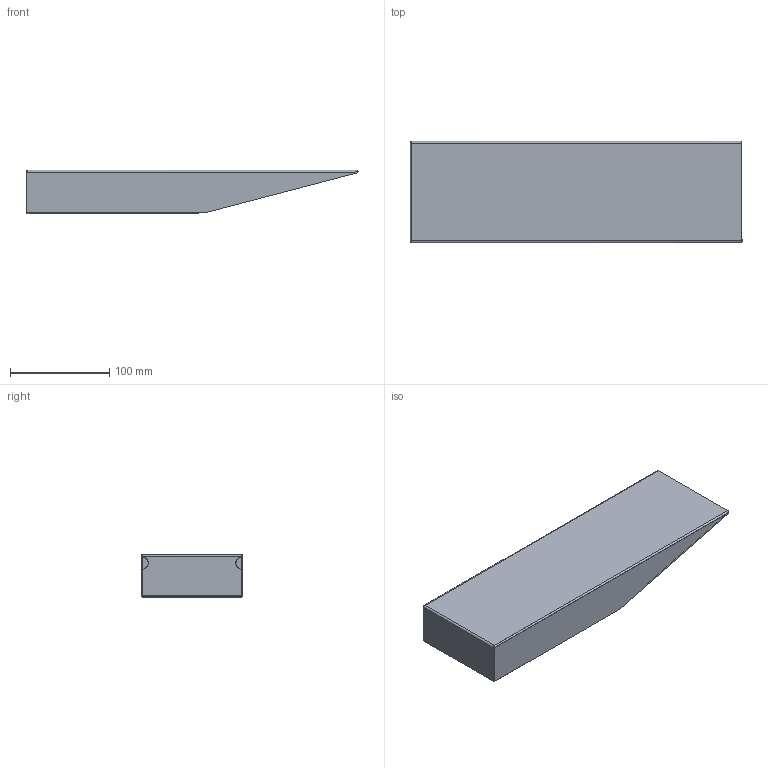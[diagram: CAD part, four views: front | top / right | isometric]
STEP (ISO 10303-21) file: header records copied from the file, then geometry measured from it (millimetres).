
FILE_DESCRIPTION(/* description */ (''),/* implementation_level */ '2;1');
FILE_NAME(/* name */ 'TBBB033554 - Customer.stp',/* time_stamp */ '2023-02-16T09:40:11+01:00',/* author */ ('dk'),/* organization */ (''),/* preprocessor_version */ 'ST-DEVELOPER v18.1',/* originating_system */ 'Autodesk Inventor 2021',/* authorisation */ '');
FILE_SCHEMA (('AUTOMOTIVE_DESIGN { 1 0 10303 214 3 1 1 }'));
Length unit declared in the file: millimetre
Products named in the file (1): TBBB033554_Shrinkwrap_1
Bounding box: 334 x 102.1 x 43.8 mm (x, y, z)
Volume: 108962.3 mm3; surface area: 190392.3 mm2
Topology: 2 solids, 2 shells, 62 faces, 147 edges, 90 vertices
Faces by surface type: plane 36, cylinder 18, bspline 4, cone 4
Full cylindrical faces by diameter (mm): 6.647 x2, 12 x2
Entity records: 1964 total; most frequent: CARTESIAN_POINT 422, DIRECTION 291, ORIENTED_EDGE 290, EDGE_CURVE 145, LINE 101, VECTOR 101, AXIS2_PLACEMENT_3D 95, VERTEX_POINT 90
